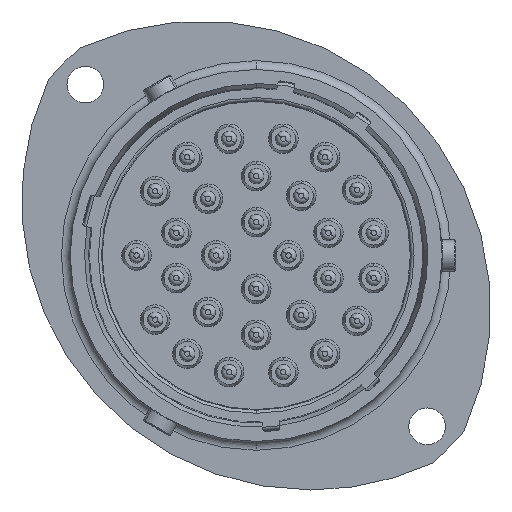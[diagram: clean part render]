
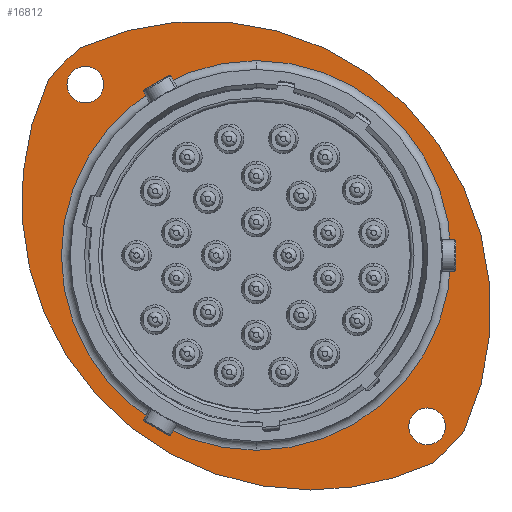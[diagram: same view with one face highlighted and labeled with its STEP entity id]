
A CAD part, left-side view. The second image highlights one B-rep face of the part: STEP entity #16812.
In plain terms, the highlighted planar face has unit normal (-1, 0, 0).
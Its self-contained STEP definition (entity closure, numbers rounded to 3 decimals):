
#1014 = CIRCLE ( 'NONE', #16646, 29.5 ) ;
#1276 = DIRECTION ( 'NONE',  ( 1., 0., 0. ) ) ;
#2057 = AXIS2_PLACEMENT_3D ( 'NONE', #38872, #10152, #14969 ) ;
#2254 = DIRECTION ( 'NONE',  ( -1., 0., 0. ) ) ;
#2285 = DIRECTION ( 'NONE',  ( 1., 0., 0. ) ) ;
#4129 = CIRCLE ( 'NONE', #21662, 29.5 ) ;
#5068 = AXIS2_PLACEMENT_3D ( 'NONE', #56750, #28069, #61142 ) ;
#7182 = DIRECTION ( 'NONE',  ( 0., 0., -1. ) ) ;
#7376 = EDGE_CURVE ( 'NONE', #31272, #25521, #42877, .T. ) ;
#7556 = DIRECTION ( 'NONE',  ( 0., 0., -1. ) ) ;
#7603 = CARTESIAN_POINT ( 'NONE',  ( -14.955, 22.528, 29.919 ) ) ;
#7853 = ORIENTED_EDGE ( 'NONE', *, *, #25277, .F. ) ;
#8669 = AXIS2_PLACEMENT_3D ( 'NONE', #58299, #1276, #29798 ) ;
#9099 = EDGE_CURVE ( 'NONE', #16829, #25127, #45534, .T. ) ;
#9318 = CIRCLE ( 'NONE', #9957, 19.895 ) ;
#9957 = AXIS2_PLACEMENT_3D ( 'NONE', #44026, #44230, #49020 ) ;
#10152 = DIRECTION ( 'NONE',  ( -1., 0., 0. ) ) ;
#10302 = ORIENTED_EDGE ( 'NONE', *, *, #58994, .F. ) ;
#10437 = CARTESIAN_POINT ( 'NONE',  ( -14.955, -12.367, -6.851 ) ) ;
#10542 = DIRECTION ( 'NONE',  ( 0., 0., 1. ) ) ;
#10910 = VERTEX_POINT ( 'NONE', #15834 ) ;
#11002 = ORIENTED_EDGE ( 'NONE', *, *, #52577, .T. ) ;
#12282 = FACE_OUTER_BOUND ( 'NONE', #45777, .T. ) ;
#13759 = DIRECTION ( 'NONE',  ( -1., 0., 0. ) ) ;
#14029 = DIRECTION ( 'NONE',  ( -1., 0., 0. ) ) ;
#14239 = CARTESIAN_POINT ( 'NONE',  ( -14.955, -12.367, -4.976 ) ) ;
#14969 = DIRECTION ( 'NONE',  ( 0., 0., -1. ) ) ;
#15834 = CARTESIAN_POINT ( 'NONE',  ( -14.955, 5.08, 32.367 ) ) ;
#16393 = EDGE_LOOP ( 'NONE', ( #7853, #28319 ) ) ;
#16646 = AXIS2_PLACEMENT_3D ( 'NONE', #18280, #23157, #29636 ) ;
#16738 = VERTEX_POINT ( 'NONE', #34397 ) ;
#16812 = ADVANCED_FACE ( 'NONE', ( #40767, #23529, #51964, #12282 ), #19749, .F. ) ;
#16829 = VERTEX_POINT ( 'NONE', #57012 ) ;
#17040 = CIRCLE ( 'NONE', #47094, 1.875 ) ;
#17746 = CARTESIAN_POINT ( 'NONE',  ( -14.955, -12.367, -3.101 ) ) ;
#17970 = CARTESIAN_POINT ( 'NONE',  ( -14.955, -12.899, -8.732 ) ) ;
#18280 = CARTESIAN_POINT ( 'NONE',  ( -14.955, -0.47, 18.022 ) ) ;
#19749 = PLANE ( 'NONE',  #8669 ) ;
#20169 = DIRECTION ( 'NONE',  ( -1., 0., 0. ) ) ;
#21137 = VERTEX_POINT ( 'NONE', #10437 ) ;
#21662 = AXIS2_PLACEMENT_3D ( 'NONE', #52271, #13759, #57110 ) ;
#22256 = EDGE_CURVE ( 'NONE', #10910, #36297, #9318, .T. ) ;
#23157 = DIRECTION ( 'NONE',  ( -1., 0., 0. ) ) ;
#23529 = FACE_BOUND ( 'NONE', #16393, .T. ) ;
#23656 = VERTEX_POINT ( 'NONE', #51305 ) ;
#25127 = VERTEX_POINT ( 'NONE', #43044 ) ;
#25277 = EDGE_CURVE ( 'NONE', #23656, #27146, #27762, .T. ) ;
#25521 = VERTEX_POINT ( 'NONE', #50349 ) ;
#25877 = CARTESIAN_POINT ( 'NONE',  ( -14.955, -0.47, 18.022 ) ) ;
#26253 = DIRECTION ( 'NONE',  ( -1., 0., 0. ) ) ;
#26566 = EDGE_CURVE ( 'NONE', #25127, #16738, #58102, .T. ) ;
#27146 = VERTEX_POINT ( 'NONE', #55918 ) ;
#27762 = CIRCLE ( 'NONE', #2057, 1.875 ) ;
#28069 = DIRECTION ( 'NONE',  ( -1., 0., 0. ) ) ;
#28319 = ORIENTED_EDGE ( 'NONE', *, *, #60776, .F. ) ;
#28491 = EDGE_LOOP ( 'NONE', ( #11002, #45904 ) ) ;
#28751 = ORIENTED_EDGE ( 'NONE', *, *, #57086, .T. ) ;
#29636 = DIRECTION ( 'NONE',  ( 0., 0., -1. ) ) ;
#29643 = AXIS2_PLACEMENT_3D ( 'NONE', #7603, #26253, #7182 ) ;
#29798 = DIRECTION ( 'NONE',  ( 0., 0., -1. ) ) ;
#30300 = ORIENTED_EDGE ( 'NONE', *, *, #30984, .T. ) ;
#30691 = DIRECTION ( 'NONE',  ( -1., 0., 0. ) ) ;
#30984 = EDGE_CURVE ( 'NONE', #16738, #31272, #1014, .T. ) ;
#31272 = VERTEX_POINT ( 'NONE', #17970 ) ;
#33006 = VERTEX_POINT ( 'NONE', #17746 ) ;
#33045 = CIRCLE ( 'NONE', #29643, 1.875 ) ;
#34397 = CARTESIAN_POINT ( 'NONE',  ( -14.955, -0.47, -11.478 ) ) ;
#34986 = CIRCLE ( 'NONE', #5068, 1.875 ) ;
#35785 = DIRECTION ( 'NONE',  ( 0., 0., 1. ) ) ;
#36297 = VERTEX_POINT ( 'NONE', #37350 ) ;
#36644 = CARTESIAN_POINT ( 'NONE',  ( -14.955, 5.08, 12.472 ) ) ;
#36829 = EDGE_CURVE ( 'NONE', #33006, #21137, #34986, .T. ) ;
#37350 = CARTESIAN_POINT ( 'NONE',  ( -14.955, 5.08, -7.423 ) ) ;
#38872 = CARTESIAN_POINT ( 'NONE',  ( -14.955, 22.528, 29.919 ) ) ;
#40561 = AXIS2_PLACEMENT_3D ( 'NONE', #36644, #2285, #7556 ) ;
#40767 = FACE_BOUND ( 'NONE', #28491, .T. ) ;
#41950 = ORIENTED_EDGE ( 'NONE', *, *, #26566, .T. ) ;
#42877 = CIRCLE ( 'NONE', #56446, 27.8 ) ;
#42918 = DIRECTION ( 'NONE',  ( 0., 0., -1. ) ) ;
#43044 = CARTESIAN_POINT ( 'NONE',  ( -14.955, 26.284, 30.451 ) ) ;
#44026 = CARTESIAN_POINT ( 'NONE',  ( -14.955, 5.08, 12.472 ) ) ;
#44230 = DIRECTION ( 'NONE',  ( 1., 0., 0. ) ) ;
#45534 = CIRCLE ( 'NONE', #46464, 27.8 ) ;
#45777 = EDGE_LOOP ( 'NONE', ( #41950, #30300, #51167, #28751, #52072 ) ) ;
#45904 = ORIENTED_EDGE ( 'NONE', *, *, #22256, .T. ) ;
#46464 = AXIS2_PLACEMENT_3D ( 'NONE', #53684, #20169, #10542 ) ;
#47094 = AXIS2_PLACEMENT_3D ( 'NONE', #14239, #14029, #42918 ) ;
#49020 = DIRECTION ( 'NONE',  ( 0., 0., -1. ) ) ;
#49496 = DIRECTION ( 'NONE',  ( 0., 0., -1. ) ) ;
#50156 = EDGE_LOOP ( 'NONE', ( #10302, #58508 ) ) ;
#50349 = CARTESIAN_POINT ( 'NONE',  ( -14.955, -16.123, -5.508 ) ) ;
#50440 = CARTESIAN_POINT ( 'NONE',  ( -14.955, 5.08, 12.472 ) ) ;
#51167 = ORIENTED_EDGE ( 'NONE', *, *, #7376, .T. ) ;
#51305 = CARTESIAN_POINT ( 'NONE',  ( -14.955, 22.528, 28.044 ) ) ;
#51964 = FACE_BOUND ( 'NONE', #50156, .T. ) ;
#52072 = ORIENTED_EDGE ( 'NONE', *, *, #9099, .T. ) ;
#52271 = CARTESIAN_POINT ( 'NONE',  ( -14.955, 10.631, 6.921 ) ) ;
#52577 = EDGE_CURVE ( 'NONE', #36297, #10910, #61935, .T. ) ;
#53684 = CARTESIAN_POINT ( 'NONE',  ( -14.955, 5.08, 12.472 ) ) ;
#55918 = CARTESIAN_POINT ( 'NONE',  ( -14.955, 22.528, 31.794 ) ) ;
#56446 = AXIS2_PLACEMENT_3D ( 'NONE', #50440, #2254, #35785 ) ;
#56750 = CARTESIAN_POINT ( 'NONE',  ( -14.955, -12.367, -4.976 ) ) ;
#57012 = CARTESIAN_POINT ( 'NONE',  ( -14.955, 23.06, 33.675 ) ) ;
#57086 = EDGE_CURVE ( 'NONE', #25521, #16829, #4129, .T. ) ;
#57110 = DIRECTION ( 'NONE',  ( 0., 0., -1. ) ) ;
#57588 = AXIS2_PLACEMENT_3D ( 'NONE', #25877, #30691, #49496 ) ;
#58102 = CIRCLE ( 'NONE', #57588, 29.5 ) ;
#58299 = CARTESIAN_POINT ( 'NONE',  ( -14.955, 24.075, 12.472 ) ) ;
#58508 = ORIENTED_EDGE ( 'NONE', *, *, #36829, .F. ) ;
#58994 = EDGE_CURVE ( 'NONE', #21137, #33006, #17040, .T. ) ;
#60776 = EDGE_CURVE ( 'NONE', #27146, #23656, #33045, .T. ) ;
#61142 = DIRECTION ( 'NONE',  ( 0., 0., -1. ) ) ;
#61935 = CIRCLE ( 'NONE', #40561, 19.895 ) ;
